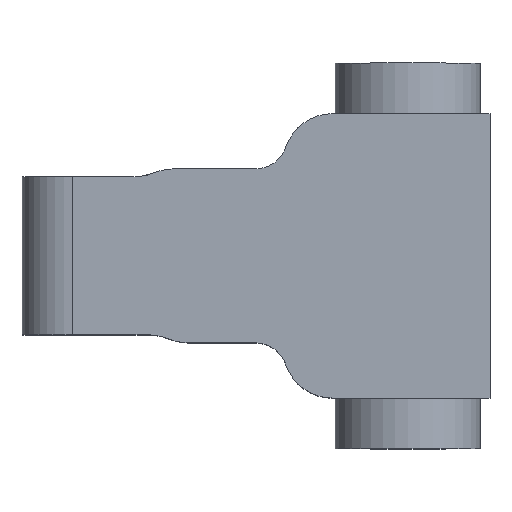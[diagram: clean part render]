
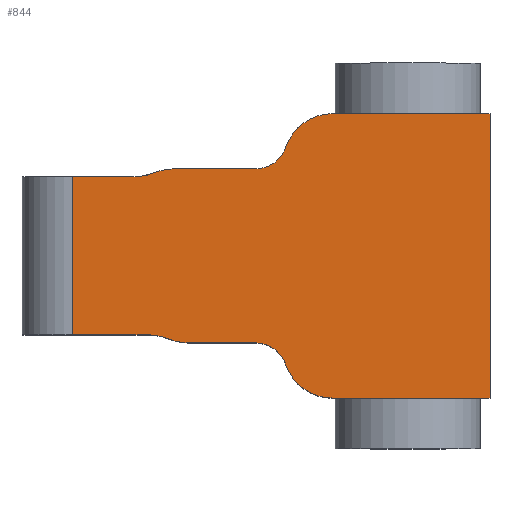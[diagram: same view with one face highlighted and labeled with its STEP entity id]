
A CAD part, top view. The second image highlights one B-rep face of the part: STEP entity #844.
In plain terms, the highlighted planar face has unit normal (0, 0, 1).
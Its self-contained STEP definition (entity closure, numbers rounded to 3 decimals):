
#72=PLANE('',#924);
#105=FACE_OUTER_BOUND('',#154,.T.);
#154=EDGE_LOOP('',(#664,#665,#666,#667,#668,#669,#670,#671,#672,#673,#674,
#675,#676,#677,#678,#679));
#223=LINE('',#1374,#295);
#226=LINE('',#1382,#298);
#227=LINE('',#1384,#299);
#228=LINE('',#1386,#300);
#229=LINE('',#1392,#301);
#230=LINE('',#1398,#302);
#231=LINE('',#1400,#303);
#232=LINE('',#1402,#304);
#295=VECTOR('',#1093,10.);
#298=VECTOR('',#1100,10.);
#299=VECTOR('',#1101,10.);
#300=VECTOR('',#1102,10.);
#301=VECTOR('',#1107,10.);
#302=VECTOR('',#1112,10.);
#303=VECTOR('',#1113,10.);
#304=VECTOR('',#1114,10.);
#339=CIRCLE('',#921,32.);
#341=CIRCLE('',#925,32.);
#342=CIRCLE('',#926,32.);
#343=CIRCLE('',#927,32.);
#344=CIRCLE('',#928,20.);
#345=CIRCLE('',#929,32.);
#346=CIRCLE('',#930,32.);
#347=CIRCLE('',#931,20.);
#403=VERTEX_POINT('',#1364);
#404=VERTEX_POINT('',#1365);
#407=VERTEX_POINT('',#1373);
#409=VERTEX_POINT('',#1379);
#410=VERTEX_POINT('',#1381);
#411=VERTEX_POINT('',#1383);
#412=VERTEX_POINT('',#1385);
#413=VERTEX_POINT('',#1387);
#414=VERTEX_POINT('',#1389);
#415=VERTEX_POINT('',#1391);
#416=VERTEX_POINT('',#1393);
#417=VERTEX_POINT('',#1395);
#418=VERTEX_POINT('',#1397);
#419=VERTEX_POINT('',#1399);
#420=VERTEX_POINT('',#1401);
#421=VERTEX_POINT('',#1403);
#496=EDGE_CURVE('',#403,#404,#339,.T.);
#500=EDGE_CURVE('',#407,#404,#223,.T.);
#503=EDGE_CURVE('',#409,#403,#341,.T.);
#504=EDGE_CURVE('',#409,#410,#226,.T.);
#505=EDGE_CURVE('',#411,#410,#227,.T.);
#506=EDGE_CURVE('',#412,#411,#228,.T.);
#507=EDGE_CURVE('',#413,#412,#342,.T.);
#508=EDGE_CURVE('',#414,#413,#343,.T.);
#509=EDGE_CURVE('',#414,#415,#229,.T.);
#510=EDGE_CURVE('',#416,#415,#344,.T.);
#511=EDGE_CURVE('',#417,#416,#345,.T.);
#512=EDGE_CURVE('',#417,#418,#230,.T.);
#513=EDGE_CURVE('',#418,#419,#231,.T.);
#514=EDGE_CURVE('',#419,#420,#232,.T.);
#515=EDGE_CURVE('',#421,#420,#346,.T.);
#516=EDGE_CURVE('',#407,#421,#347,.T.);
#664=ORIENTED_EDGE('',*,*,#496,.F.);
#665=ORIENTED_EDGE('',*,*,#503,.F.);
#666=ORIENTED_EDGE('',*,*,#504,.T.);
#667=ORIENTED_EDGE('',*,*,#505,.F.);
#668=ORIENTED_EDGE('',*,*,#506,.F.);
#669=ORIENTED_EDGE('',*,*,#507,.F.);
#670=ORIENTED_EDGE('',*,*,#508,.F.);
#671=ORIENTED_EDGE('',*,*,#509,.T.);
#672=ORIENTED_EDGE('',*,*,#510,.F.);
#673=ORIENTED_EDGE('',*,*,#511,.F.);
#674=ORIENTED_EDGE('',*,*,#512,.T.);
#675=ORIENTED_EDGE('',*,*,#513,.T.);
#676=ORIENTED_EDGE('',*,*,#514,.T.);
#677=ORIENTED_EDGE('',*,*,#515,.F.);
#678=ORIENTED_EDGE('',*,*,#516,.F.);
#679=ORIENTED_EDGE('',*,*,#500,.T.);
#844=ADVANCED_FACE('',(#105),#72,.T.);
#921=AXIS2_PLACEMENT_3D('',#1366,#1085,#1086);
#924=AXIS2_PLACEMENT_3D('',#1378,#1096,#1097);
#925=AXIS2_PLACEMENT_3D('',#1380,#1098,#1099);
#926=AXIS2_PLACEMENT_3D('',#1388,#1103,#1104);
#927=AXIS2_PLACEMENT_3D('',#1390,#1105,#1106);
#928=AXIS2_PLACEMENT_3D('',#1394,#1108,#1109);
#929=AXIS2_PLACEMENT_3D('',#1396,#1110,#1111);
#930=AXIS2_PLACEMENT_3D('',#1404,#1115,#1116);
#931=AXIS2_PLACEMENT_3D('',#1405,#1117,#1118);
#1085=DIRECTION('center_axis',(0.,0.,-1.));
#1086=DIRECTION('ref_axis',(-0.198,0.98,0.));
#1093=DIRECTION('',(-1.,0.,0.));
#1096=DIRECTION('center_axis',(0.,0.,1.));
#1097=DIRECTION('ref_axis',(1.,0.,0.));
#1098=DIRECTION('center_axis',(0.,0.,1.));
#1099=DIRECTION('ref_axis',(0.537,-0.844,0.));
#1100=DIRECTION('',(-1.,0.,0.));
#1101=DIRECTION('',(0.,1.,0.));
#1102=DIRECTION('',(-1.,0.,0.));
#1103=DIRECTION('center_axis',(0.,0.,1.));
#1104=DIRECTION('ref_axis',(0.198,0.98,0.));
#1105=DIRECTION('center_axis',(0.,0.,-1.));
#1106=DIRECTION('ref_axis',(-0.537,-0.844,0.));
#1107=DIRECTION('',(1.,0.,0.));
#1108=DIRECTION('center_axis',(0.,0.,1.));
#1109=DIRECTION('ref_axis',(0.602,0.798,0.));
#1110=DIRECTION('center_axis',(0.,0.,-1.));
#1111=DIRECTION('ref_axis',(0.,1.,0.));
#1112=DIRECTION('',(1.,0.,0.));
#1113=DIRECTION('',(0.,1.,0.));
#1114=DIRECTION('',(-1.,0.,0.));
#1115=DIRECTION('center_axis',(0.,0.,-1.));
#1116=DIRECTION('ref_axis',(0.,-1.,0.));
#1117=DIRECTION('center_axis',(0.,0.,1.));
#1118=DIRECTION('ref_axis',(0.602,-0.798,0.));
#1364=CARTESIAN_POINT('',(-112.776,52.5,47.));
#1365=CARTESIAN_POINT('',(-100.376,55.,47.));
#1366=CARTESIAN_POINT('Origin',(-100.376,23.,47.));
#1373=CARTESIAN_POINT('',(-48.243,55.,47.));
#1374=CARTESIAN_POINT('',(-33.157,55.,47.));
#1378=CARTESIAN_POINT('Origin',(-4.,0.,47.));
#1379=CARTESIAN_POINT('',(-125.176,50.,47.));
#1380=CARTESIAN_POINT('Origin',(-125.176,82.,47.));
#1381=CARTESIAN_POINT('',(-164.,50.,47.));
#1382=CARTESIAN_POINT('',(-108.,50.,47.));
#1383=CARTESIAN_POINT('',(-164.,-50.,47.));
#1384=CARTESIAN_POINT('',(-164.,0.,47.));
#1385=CARTESIAN_POINT('',(-115.624,-50.,47.));
#1386=CARTESIAN_POINT('',(-108.,-50.,47.));
#1387=CARTESIAN_POINT('',(-103.224,-52.5,47.));
#1388=CARTESIAN_POINT('Origin',(-115.624,-82.,47.));
#1389=CARTESIAN_POINT('',(-90.824,-55.,47.));
#1390=CARTESIAN_POINT('Origin',(-90.824,-23.,47.));
#1391=CARTESIAN_POINT('',(-48.243,-55.,47.));
#1392=CARTESIAN_POINT('',(-108.,-55.,47.));
#1393=CARTESIAN_POINT('',(-29.342,-68.462,47.));
#1394=CARTESIAN_POINT('Origin',(-48.243,-75.,47.));
#1395=CARTESIAN_POINT('',(0.899,-90.,47.));
#1396=CARTESIAN_POINT('Origin',(0.899,-58.,47.));
#1397=CARTESIAN_POINT('',(100.,-90.,47.));
#1398=CARTESIAN_POINT('',(-23.157,-90.,47.));
#1399=CARTESIAN_POINT('',(100.,90.,47.));
#1400=CARTESIAN_POINT('',(100.,-90.,47.));
#1401=CARTESIAN_POINT('',(0.899,90.,47.));
#1402=CARTESIAN_POINT('',(100.,90.,47.));
#1403=CARTESIAN_POINT('',(-29.342,68.462,47.));
#1404=CARTESIAN_POINT('Origin',(0.899,58.,47.));
#1405=CARTESIAN_POINT('Origin',(-48.243,75.,47.));
